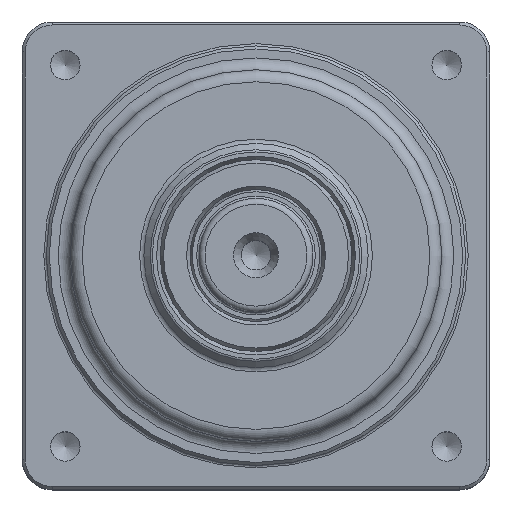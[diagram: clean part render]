
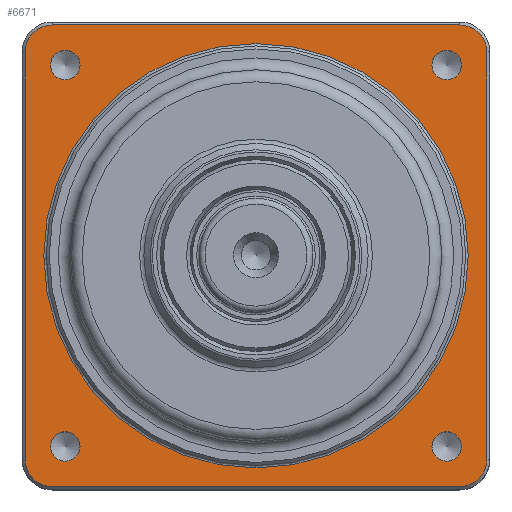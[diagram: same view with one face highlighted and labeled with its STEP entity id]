
A CAD part, top view. The second image highlights one B-rep face of the part: STEP entity #6671.
In plain terms, the highlighted planar face has unit normal (0, 0, 1).
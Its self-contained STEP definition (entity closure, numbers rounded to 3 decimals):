
#6339=CARTESIAN_POINT('',(-31.82,34.278,34.5));
#6340=VERTEX_POINT('',#6339);
#6341=CARTESIAN_POINT('',(-31.82,31.82,34.5));
#6342=DIRECTION('',(0.0,0.0,-1.0));
#6343=DIRECTION('',(0.0,1.0,0.0));
#6344=AXIS2_PLACEMENT_3D('',#6341,#6342,#6343);
#6345=CIRCLE('',#6344,2.459);
#6346=EDGE_CURVE('',#6340,#6340,#6345,.T.);
#6376=CARTESIAN_POINT('',(-34.278,-31.82,34.5));
#6377=VERTEX_POINT('',#6376);
#6378=CARTESIAN_POINT('',(-31.82,-31.82,34.5));
#6379=DIRECTION('',(0.0,0.0,-1.0));
#6380=DIRECTION('',(-1.0,0.0,0.0));
#6381=AXIS2_PLACEMENT_3D('',#6378,#6379,#6380);
#6382=CIRCLE('',#6381,2.459);
#6383=EDGE_CURVE('',#6377,#6377,#6382,.T.);
#6413=CARTESIAN_POINT('',(31.82,-34.278,34.5));
#6414=VERTEX_POINT('',#6413);
#6415=CARTESIAN_POINT('',(31.82,-31.82,34.5));
#6416=DIRECTION('',(0.0,0.0,-1.0));
#6417=DIRECTION('',(0.0,-1.0,0.0));
#6418=AXIS2_PLACEMENT_3D('',#6415,#6416,#6417);
#6419=CIRCLE('',#6418,2.459);
#6420=EDGE_CURVE('',#6414,#6414,#6419,.T.);
#6450=CARTESIAN_POINT('',(34.278,31.82,34.5));
#6451=VERTEX_POINT('',#6450);
#6452=CARTESIAN_POINT('',(31.82,31.82,34.5));
#6453=DIRECTION('',(0.0,0.0,-1.0));
#6454=DIRECTION('',(1.0,0.0,0.0));
#6455=AXIS2_PLACEMENT_3D('',#6452,#6453,#6454);
#6456=CIRCLE('',#6455,2.459);
#6457=EDGE_CURVE('',#6451,#6451,#6456,.T.);
#6549=CARTESIAN_POINT('',(35.4,0.,34.5));
#6550=VERTEX_POINT('',#6549);
#6551=CARTESIAN_POINT('',(0.0,0.0,34.5));
#6552=DIRECTION('',(0.0,0.0,1.0));
#6553=DIRECTION('',(-1.0,0.0,0.0));
#6554=AXIS2_PLACEMENT_3D('',#6551,#6552,#6553);
#6555=CIRCLE('',#6554,35.4);
#6556=EDGE_CURVE('',#6550,#6550,#6555,.T.);
#6581=CARTESIAN_POINT('',(0.0,0.,34.5));
#6582=DIRECTION('',(0.0,0.0,1.0));
#6583=DIRECTION('',(1.0,0.0,0.0));
#6584=AXIS2_PLACEMENT_3D('',#6581,#6582,#6583);
#6585=PLANE('',#6584);
#6586=CARTESIAN_POINT('',(-34.0,38.5,34.5));
#6587=VERTEX_POINT('',#6586);
#6588=CARTESIAN_POINT('',(34.0,38.5,34.5));
#6589=VERTEX_POINT('',#6588);
#6590=CARTESIAN_POINT('',(-34.0,38.5,34.5));
#6591=DIRECTION('',(1.0,0.0,0.0));
#6592=VECTOR('',#6591,68.0);
#6593=LINE('',#6590,#6592);
#6594=EDGE_CURVE('',#6587,#6589,#6593,.T.);
#6595=ORIENTED_EDGE('',*,*,#6594,.F.);
#6596=CARTESIAN_POINT('',(-38.5,34.0,34.5));
#6597=VERTEX_POINT('',#6596);
#6598=CARTESIAN_POINT('',(-34.0,34.0,34.5));
#6599=DIRECTION('',(0.0,0.0,-1.0));
#6600=DIRECTION('',(0.0,1.0,0.0));
#6601=AXIS2_PLACEMENT_3D('',#6598,#6599,#6600);
#6602=CIRCLE('',#6601,4.5);
#6603=EDGE_CURVE('',#6597,#6587,#6602,.T.);
#6604=ORIENTED_EDGE('',*,*,#6603,.F.);
#6605=CARTESIAN_POINT('',(-38.5,-34.0,34.5));
#6606=VERTEX_POINT('',#6605);
#6607=CARTESIAN_POINT('',(-38.5,-34.0,34.5));
#6608=DIRECTION('',(0.0,1.0,0.0));
#6609=VECTOR('',#6608,68.0);
#6610=LINE('',#6607,#6609);
#6611=EDGE_CURVE('',#6606,#6597,#6610,.T.);
#6612=ORIENTED_EDGE('',*,*,#6611,.F.);
#6613=CARTESIAN_POINT('',(-34.0,-38.5,34.5));
#6614=VERTEX_POINT('',#6613);
#6615=CARTESIAN_POINT('',(-34.0,-34.0,34.5));
#6616=DIRECTION('',(0.0,0.0,-1.0));
#6617=DIRECTION('',(-1.0,0.0,0.0));
#6618=AXIS2_PLACEMENT_3D('',#6615,#6616,#6617);
#6619=CIRCLE('',#6618,4.5);
#6620=EDGE_CURVE('',#6614,#6606,#6619,.T.);
#6621=ORIENTED_EDGE('',*,*,#6620,.F.);
#6622=CARTESIAN_POINT('',(34.0,-38.5,34.5));
#6623=VERTEX_POINT('',#6622);
#6624=CARTESIAN_POINT('',(34.0,-38.5,34.5));
#6625=DIRECTION('',(-1.0,0.0,0.0));
#6626=VECTOR('',#6625,68.0);
#6627=LINE('',#6624,#6626);
#6628=EDGE_CURVE('',#6623,#6614,#6627,.T.);
#6629=ORIENTED_EDGE('',*,*,#6628,.F.);
#6630=CARTESIAN_POINT('',(38.5,-34.0,34.5));
#6631=VERTEX_POINT('',#6630);
#6632=CARTESIAN_POINT('',(34.0,-34.0,34.5));
#6633=DIRECTION('',(0.0,0.0,-1.0));
#6634=DIRECTION('',(0.0,-1.0,0.0));
#6635=AXIS2_PLACEMENT_3D('',#6632,#6633,#6634);
#6636=CIRCLE('',#6635,4.5);
#6637=EDGE_CURVE('',#6631,#6623,#6636,.T.);
#6638=ORIENTED_EDGE('',*,*,#6637,.F.);
#6639=CARTESIAN_POINT('',(38.5,34.0,34.5));
#6640=VERTEX_POINT('',#6639);
#6641=CARTESIAN_POINT('',(38.5,34.0,34.5));
#6642=DIRECTION('',(0.0,-1.0,0.0));
#6643=VECTOR('',#6642,68.0);
#6644=LINE('',#6641,#6643);
#6645=EDGE_CURVE('',#6640,#6631,#6644,.T.);
#6646=ORIENTED_EDGE('',*,*,#6645,.F.);
#6647=CARTESIAN_POINT('',(34.0,34.0,34.5));
#6648=DIRECTION('',(0.0,0.0,-1.0));
#6649=DIRECTION('',(1.0,0.0,0.0));
#6650=AXIS2_PLACEMENT_3D('',#6647,#6648,#6649);
#6651=CIRCLE('',#6650,4.5);
#6652=EDGE_CURVE('',#6589,#6640,#6651,.T.);
#6653=ORIENTED_EDGE('',*,*,#6652,.F.);
#6654=EDGE_LOOP('',(#6595,#6604,#6612,#6621,#6629,#6638,#6646,#6653));
#6655=FACE_OUTER_BOUND('',#6654,.T.);
#6656=ORIENTED_EDGE('',*,*,#6346,.T.);
#6657=EDGE_LOOP('',(#6656));
#6658=FACE_BOUND('',#6657,.T.);
#6659=ORIENTED_EDGE('',*,*,#6383,.T.);
#6660=EDGE_LOOP('',(#6659));
#6661=FACE_BOUND('',#6660,.T.);
#6662=ORIENTED_EDGE('',*,*,#6420,.T.);
#6663=EDGE_LOOP('',(#6662));
#6664=FACE_BOUND('',#6663,.T.);
#6665=ORIENTED_EDGE('',*,*,#6457,.T.);
#6666=EDGE_LOOP('',(#6665));
#6667=FACE_BOUND('',#6666,.T.);
#6668=ORIENTED_EDGE('',*,*,#6556,.F.);
#6669=EDGE_LOOP('',(#6668));
#6670=FACE_BOUND('',#6669,.T.);
#6671=ADVANCED_FACE('',(#6655,#6658,#6661,#6664,#6667,#6670),#6585,.T.);
